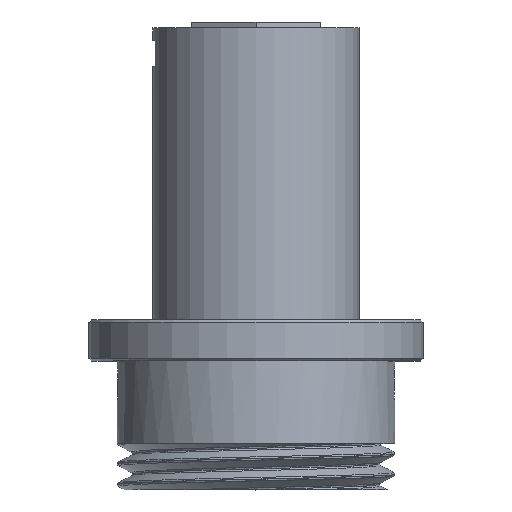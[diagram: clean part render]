
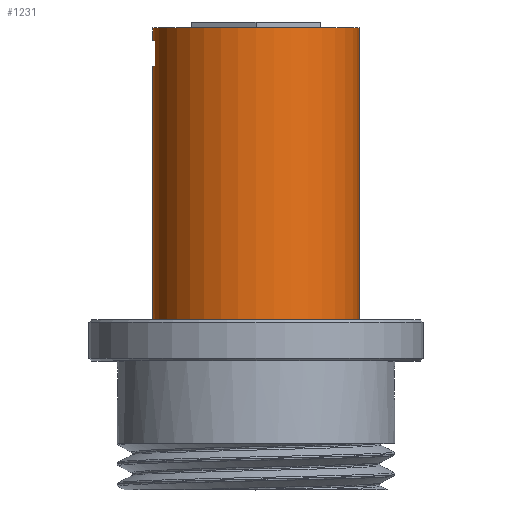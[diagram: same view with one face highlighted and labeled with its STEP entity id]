
A CAD part, top view. The second image highlights one B-rep face of the part: STEP entity #1231.
In plain terms, the highlighted cylindrical face has radius 20.021 mm (diameter 40.041 mm), a full revolution.
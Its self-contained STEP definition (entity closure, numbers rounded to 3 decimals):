
#99=FACE_OUTER_BOUND('',#175,.T.);
#175=EDGE_LOOP('',(#940,#941,#942,#943,#944,#945,#946,#947,#948,#949,#950,
#951,#952,#953));
#242=CIRCLE('',#1329,20.021);
#243=CIRCLE('',#1330,20.021);
#247=CIRCLE('',#1338,20.021);
#248=CIRCLE('',#1339,20.021);
#249=CIRCLE('',#1348,20.021);
#250=CIRCLE('',#1349,20.021);
#251=CIRCLE('',#1350,20.021);
#252=CIRCLE('',#1351,20.021);
#320=LINE('',#1916,#423);
#328=LINE('',#1938,#431);
#349=LINE('',#1992,#452);
#350=LINE('',#1994,#453);
#423=VECTOR('',#1477,10.);
#431=VECTOR('',#1497,10.);
#452=VECTOR('',#1550,20.021);
#453=VECTOR('',#1551,20.021);
#546=VERTEX_POINT('',#1914);
#547=VERTEX_POINT('',#1915);
#550=VERTEX_POINT('',#1923);
#552=VERTEX_POINT('',#1927);
#555=VERTEX_POINT('',#1937);
#558=VERTEX_POINT('',#1947);
#571=VERTEX_POINT('',#1988);
#572=VERTEX_POINT('',#1989);
#573=VERTEX_POINT('',#1993);
#574=VERTEX_POINT('',#1995);
#675=EDGE_CURVE('',#546,#547,#320,.T.);
#679=EDGE_CURVE('',#547,#550,#242,.T.);
#682=EDGE_CURVE('',#550,#552,#243,.T.);
#686=EDGE_CURVE('',#552,#555,#328,.T.);
#691=EDGE_CURVE('',#555,#558,#247,.T.);
#692=EDGE_CURVE('',#558,#546,#248,.T.);
#711=EDGE_CURVE('',#571,#572,#249,.T.);
#712=EDGE_CURVE('',#572,#571,#250,.T.);
#713=EDGE_CURVE('',#572,#550,#349,.T.);
#714=EDGE_CURVE('',#558,#573,#350,.T.);
#715=EDGE_CURVE('',#574,#573,#251,.T.);
#716=EDGE_CURVE('',#573,#574,#252,.T.);
#940=ORIENTED_EDGE('',*,*,#711,.F.);
#941=ORIENTED_EDGE('',*,*,#712,.F.);
#942=ORIENTED_EDGE('',*,*,#713,.T.);
#943=ORIENTED_EDGE('',*,*,#682,.T.);
#944=ORIENTED_EDGE('',*,*,#686,.T.);
#945=ORIENTED_EDGE('',*,*,#691,.T.);
#946=ORIENTED_EDGE('',*,*,#714,.T.);
#947=ORIENTED_EDGE('',*,*,#715,.F.);
#948=ORIENTED_EDGE('',*,*,#716,.F.);
#949=ORIENTED_EDGE('',*,*,#714,.F.);
#950=ORIENTED_EDGE('',*,*,#692,.T.);
#951=ORIENTED_EDGE('',*,*,#675,.T.);
#952=ORIENTED_EDGE('',*,*,#679,.T.);
#953=ORIENTED_EDGE('',*,*,#713,.F.);
#1196=CYLINDRICAL_SURFACE('',#1347,20.021);
#1231=ADVANCED_FACE('',(#99),#1196,.T.);
#1329=AXIS2_PLACEMENT_3D('',#1924,#1483,#1484);
#1330=AXIS2_PLACEMENT_3D('',#1929,#1487,#1488);
#1338=AXIS2_PLACEMENT_3D('',#1948,#1508,#1509);
#1339=AXIS2_PLACEMENT_3D('',#1949,#1510,#1511);
#1347=AXIS2_PLACEMENT_3D('',#1987,#1544,#1545);
#1348=AXIS2_PLACEMENT_3D('',#1990,#1546,#1547);
#1349=AXIS2_PLACEMENT_3D('',#1991,#1548,#1549);
#1350=AXIS2_PLACEMENT_3D('',#1996,#1552,#1553);
#1351=AXIS2_PLACEMENT_3D('',#1997,#1554,#1555);
#1477=DIRECTION('',(0.,1.,0.));
#1483=DIRECTION('center_axis',(0.,1.,0.));
#1484=DIRECTION('ref_axis',(1.,0.,0.));
#1487=DIRECTION('center_axis',(0.,1.,0.));
#1488=DIRECTION('ref_axis',(1.,0.,0.));
#1497=DIRECTION('',(0.,-1.,0.));
#1508=DIRECTION('center_axis',(0.,-1.,0.));
#1509=DIRECTION('ref_axis',(1.,0.,0.));
#1510=DIRECTION('center_axis',(0.,-1.,0.));
#1511=DIRECTION('ref_axis',(1.,0.,0.));
#1544=DIRECTION('center_axis',(0.,1.,0.));
#1545=DIRECTION('ref_axis',(1.,0.,0.));
#1546=DIRECTION('center_axis',(0.,1.,0.));
#1547=DIRECTION('ref_axis',(1.,0.,0.));
#1548=DIRECTION('center_axis',(0.,1.,0.));
#1549=DIRECTION('ref_axis',(1.,0.,0.));
#1550=DIRECTION('',(0.,-1.,0.));
#1551=DIRECTION('',(0.,-1.,0.));
#1552=DIRECTION('center_axis',(0.,-1.,0.));
#1553=DIRECTION('ref_axis',(1.,0.,0.));
#1554=DIRECTION('center_axis',(0.,-1.,0.));
#1555=DIRECTION('ref_axis',(1.,0.,0.));
#1914=CARTESIAN_POINT('',(-19.607,82.25,-4.05));
#1915=CARTESIAN_POINT('',(-19.607,87.25,-4.05));
#1916=CARTESIAN_POINT('',(-19.607,33.,-4.05));
#1923=CARTESIAN_POINT('',(-20.021,87.25,0.));
#1924=CARTESIAN_POINT('Origin',(0.,87.25,0.));
#1927=CARTESIAN_POINT('',(-19.607,87.25,4.05));
#1929=CARTESIAN_POINT('Origin',(0.,87.25,0.));
#1937=CARTESIAN_POINT('',(-19.607,82.25,4.05));
#1938=CARTESIAN_POINT('',(-19.607,33.,4.05));
#1947=CARTESIAN_POINT('',(-20.021,82.25,0.));
#1948=CARTESIAN_POINT('Origin',(0.,82.25,0.));
#1949=CARTESIAN_POINT('Origin',(0.,82.25,0.));
#1987=CARTESIAN_POINT('Origin',(0.,33.,0.));
#1988=CARTESIAN_POINT('',(20.021,89.75,0.));
#1989=CARTESIAN_POINT('',(-20.021,89.75,0.));
#1990=CARTESIAN_POINT('Origin',(0.,89.75,0.));
#1991=CARTESIAN_POINT('Origin',(0.,89.75,0.));
#1992=CARTESIAN_POINT('',(-20.021,33.,0.));
#1993=CARTESIAN_POINT('',(-20.021,33.,0.));
#1994=CARTESIAN_POINT('',(-20.021,33.,0.));
#1995=CARTESIAN_POINT('',(20.021,33.,0.));
#1996=CARTESIAN_POINT('Origin',(0.,33.,0.));
#1997=CARTESIAN_POINT('Origin',(0.,33.,0.));
